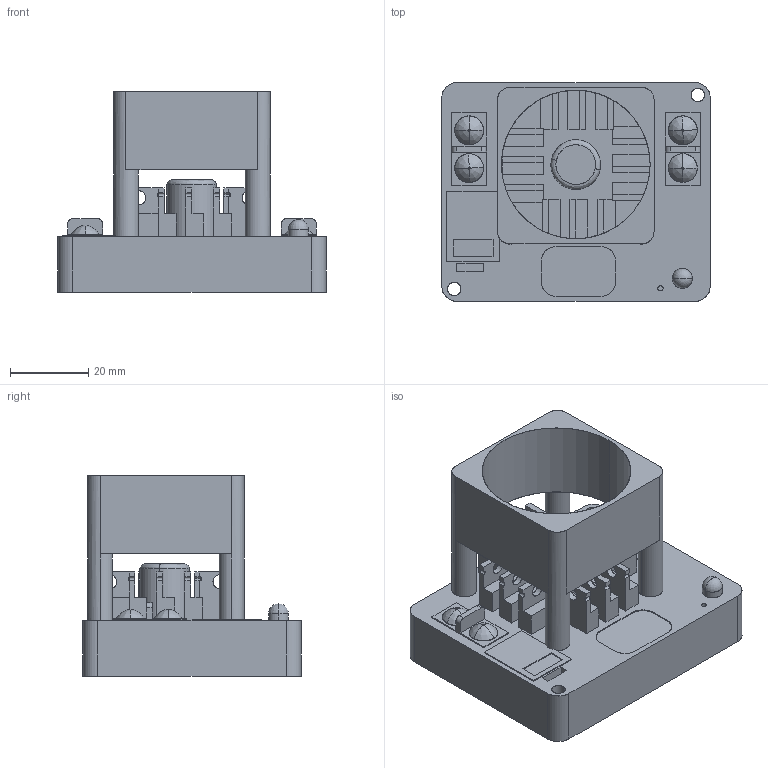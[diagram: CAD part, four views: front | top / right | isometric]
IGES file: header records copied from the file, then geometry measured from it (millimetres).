
Start section: SolidWorks IGES FILE using analytic representation for surfaces
Global section: file name: victor 883.IGS; native system: SolidWorks 2001Plus by SolidWorks Corporation; preprocessor: Version 5.3; author: Pete; date: 030205.205635; units: inch
Bounding box: 68.58 x 55.88 x 51.27 mm (x, y, z)
Surface area: 26625.5 mm2 (no closed solid volume)
Topology: 0 solids, 0 shells, 327 faces, 3836 edges, 3835 vertices
Faces by surface type: bspline 225, revolution 102
